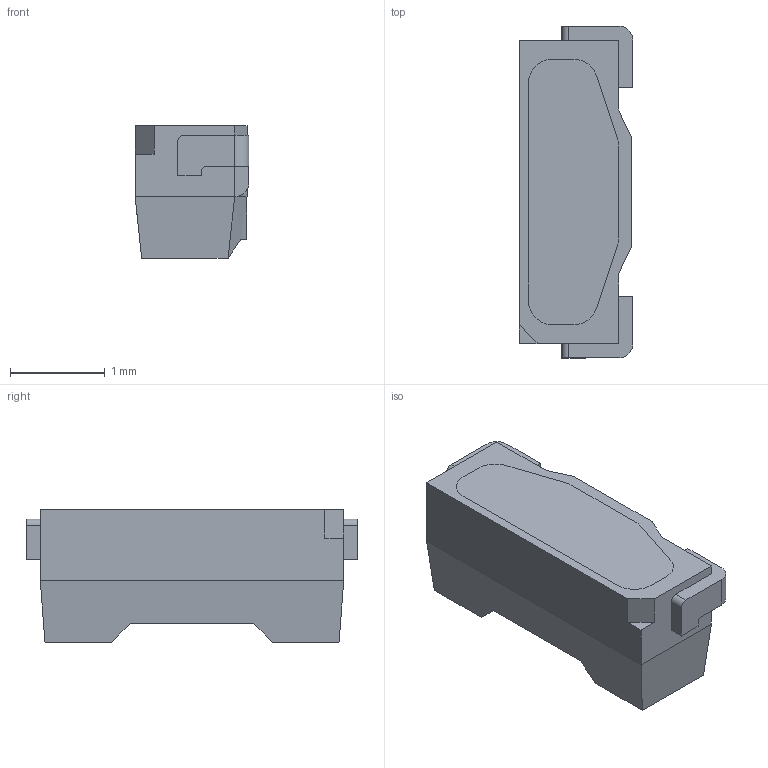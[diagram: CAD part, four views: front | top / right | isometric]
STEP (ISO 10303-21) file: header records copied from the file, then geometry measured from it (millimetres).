
FILE_DESCRIPTION (( 'STEP AP203' ), '1' );
FILE_NAME ('SE-KSE001030B NSSW088A 3D.STEP', '2015-05-19T07:31:31', ( 'NICHIA' ), ( 'Microsoft' ), 'SwSTEP 2.0', 'SolidWorks 2008', '' );
FILE_SCHEMA (( 'CONFIG_CONTROL_DESIGN' ));
Length unit declared in the file: millimetre
Products named in the file (3): SE-KSE001030B NSSW088A 3D; 1_蹬怮椔; 2_蹬怮椔
Assembly tree (2 placements, depth 2):
  SE-KSE001030B NSSW088A 3D
    2_蹬怮椔
    1_蹬怮椔
Bounding box: 1.2 x 3.5 x 1.4 mm (x, y, z)
Volume: 4.6 mm3; surface area: 24.7 mm2
Topology: 2 solids, 2 shells, 79 faces, 208 edges, 134 vertices
Faces by surface type: plane 57, cylinder 20, bspline 2
Entity records: 2721 total; most frequent: CARTESIAN_POINT 446, ORIENTED_EDGE 416, DIRECTION 408, EDGE_CURVE 208, LINE 164, VECTOR 164, VERTEX_POINT 134, AXIS2_PLACEMENT_3D 122
